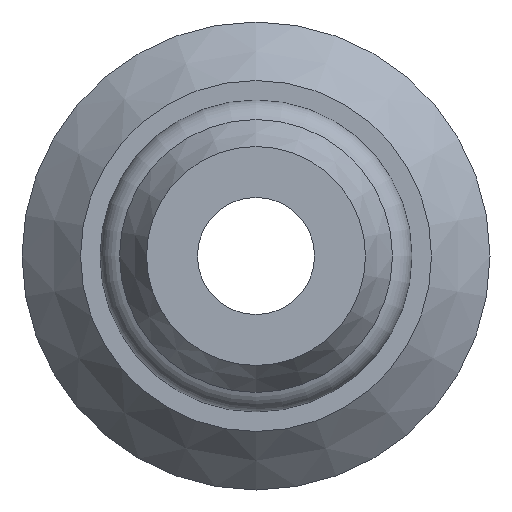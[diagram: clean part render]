
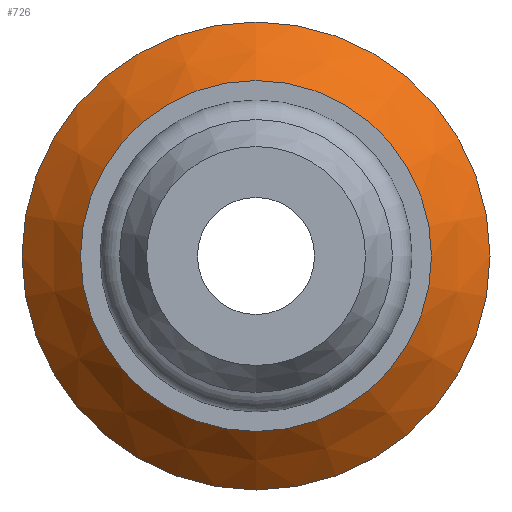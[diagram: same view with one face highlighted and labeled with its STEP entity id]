
A CAD part, front view. The second image highlights one B-rep face of the part: STEP entity #726.
In plain terms, the highlighted conical face has half-angle 45 degrees and reference radius 4.5 mm.
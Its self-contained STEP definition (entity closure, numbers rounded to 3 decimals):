
#32=CONICAL_SURFACE('',#790,4.5,0.785);
#164=ORIENTED_EDGE('',*,*,#233,.T.);
#165=ORIENTED_EDGE('',*,*,#234,.F.);
#233=EDGE_CURVE('',#274,#274,#303,.T.);
#234=EDGE_CURVE('',#275,#275,#304,.T.);
#274=VERTEX_POINT('',#1091);
#275=VERTEX_POINT('',#1093);
#303=CIRCLE('',#791,6.);
#304=CIRCLE('',#792,4.5);
#347=EDGE_LOOP('',(#164));
#348=EDGE_LOOP('',(#165));
#407=FACE_BOUND('',#347,.T.);
#408=FACE_BOUND('',#348,.T.);
#726=ADVANCED_FACE('',(#407,#408),#32,.T.);
#790=AXIS2_PLACEMENT_3D('',#1089,#923,#924);
#791=AXIS2_PLACEMENT_3D('',#1090,#925,#926);
#792=AXIS2_PLACEMENT_3D('',#1092,#927,#928);
#923=DIRECTION('',(0.,1.,0.));
#924=DIRECTION('',(0.,0.,1.));
#925=DIRECTION('',(0.,-1.,0.));
#926=DIRECTION('',(0.,0.,-1.));
#927=DIRECTION('',(0.,-1.,0.));
#928=DIRECTION('',(0.,0.,-1.));
#1089=CARTESIAN_POINT('',(0.,6.,0.));
#1090=CARTESIAN_POINT('',(0.,7.5,0.));
#1091=CARTESIAN_POINT('',(0.,7.5,-6.));
#1092=CARTESIAN_POINT('',(0.,6.,0.));
#1093=CARTESIAN_POINT('',(0.,6.,-4.5));
